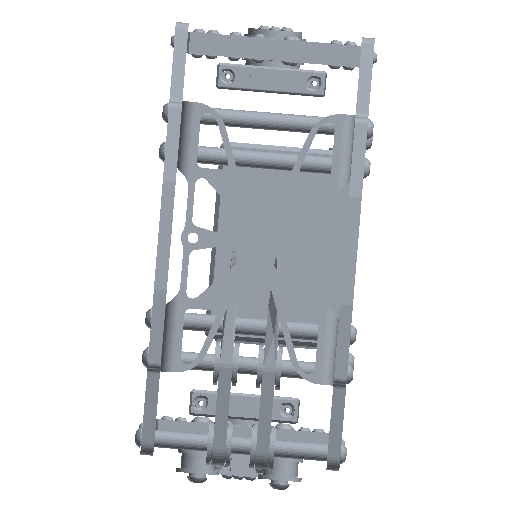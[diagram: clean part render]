
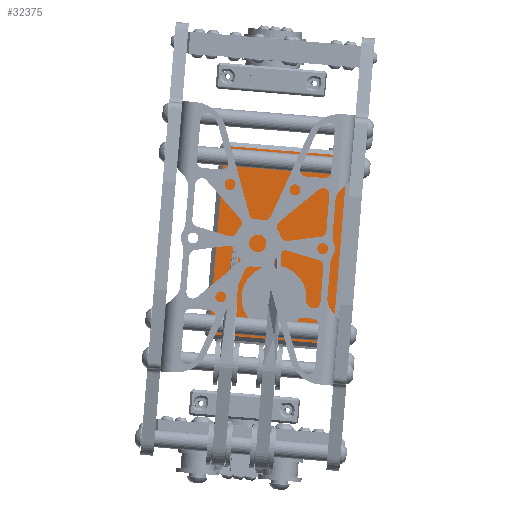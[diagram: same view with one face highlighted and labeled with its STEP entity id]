
A CAD part, front view. The second image highlights one B-rep face of the part: STEP entity #32375.
In plain terms, the highlighted face is planar.
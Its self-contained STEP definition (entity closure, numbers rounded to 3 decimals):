
#1679=FACE_BOUND('',#5118,.T.);
#2141=PLANE('',#34952);
#3129=FACE_OUTER_BOUND('',#5117,.T.);
#5117=EDGE_LOOP('',(#23769,#23770,#23771,#23772,#23773,#23774,#23775,#23776));
#5118=EDGE_LOOP('',(#23777));
#7542=LINE('',#50683,#10004);
#7543=LINE('',#50687,#10005);
#7544=LINE('',#50691,#10006);
#7545=LINE('',#50694,#10007);
#10004=VECTOR('',#40326,1000.);
#10005=VECTOR('',#40329,1000.);
#10006=VECTOR('',#40332,1000.);
#10007=VECTOR('',#40335,1000.);
#12162=CIRCLE('',#34927,15.);
#12176=CIRCLE('',#34953,1.);
#12177=CIRCLE('',#34954,1.);
#12178=CIRCLE('',#34955,1.);
#12179=CIRCLE('',#34956,1.);
#14348=VERTEX_POINT('',#50612);
#14370=VERTEX_POINT('',#50679);
#14371=VERTEX_POINT('',#50680);
#14372=VERTEX_POINT('',#50682);
#14373=VERTEX_POINT('',#50684);
#14374=VERTEX_POINT('',#50686);
#14375=VERTEX_POINT('',#50688);
#14376=VERTEX_POINT('',#50690);
#14377=VERTEX_POINT('',#50692);
#17820=EDGE_CURVE('',#14348,#14348,#12162,.T.);
#17853=EDGE_CURVE('',#14370,#14371,#12176,.T.);
#17854=EDGE_CURVE('',#14371,#14372,#7542,.T.);
#17855=EDGE_CURVE('',#14372,#14373,#12177,.T.);
#17856=EDGE_CURVE('',#14373,#14374,#7543,.T.);
#17857=EDGE_CURVE('',#14374,#14375,#12178,.T.);
#17858=EDGE_CURVE('',#14375,#14376,#7544,.T.);
#17859=EDGE_CURVE('',#14376,#14377,#12179,.T.);
#17860=EDGE_CURVE('',#14377,#14370,#7545,.T.);
#23769=ORIENTED_EDGE('',*,*,#17853,.T.);
#23770=ORIENTED_EDGE('',*,*,#17854,.T.);
#23771=ORIENTED_EDGE('',*,*,#17855,.T.);
#23772=ORIENTED_EDGE('',*,*,#17856,.T.);
#23773=ORIENTED_EDGE('',*,*,#17857,.T.);
#23774=ORIENTED_EDGE('',*,*,#17858,.T.);
#23775=ORIENTED_EDGE('',*,*,#17859,.T.);
#23776=ORIENTED_EDGE('',*,*,#17860,.T.);
#23777=ORIENTED_EDGE('',*,*,#17820,.T.);
#32375=ADVANCED_FACE('',(#3129,#1679),#2141,.T.);
#34927=AXIS2_PLACEMENT_3D('',#50613,#40253,#40254);
#34952=AXIS2_PLACEMENT_3D('',#50678,#40322,#40323);
#34953=AXIS2_PLACEMENT_3D('',#50681,#40324,#40325);
#34954=AXIS2_PLACEMENT_3D('',#50685,#40327,#40328);
#34955=AXIS2_PLACEMENT_3D('',#50689,#40330,#40331);
#34956=AXIS2_PLACEMENT_3D('',#50693,#40333,#40334);
#40253=DIRECTION('center_axis',(0.,0.,-1.));
#40254=DIRECTION('ref_axis',(1.,0.,0.));
#40322=DIRECTION('center_axis',(0.,0.,1.));
#40323=DIRECTION('ref_axis',(1.,0.,0.));
#40324=DIRECTION('center_axis',(0.,0.,1.));
#40325=DIRECTION('ref_axis',(1.,0.,0.));
#40326=DIRECTION('',(-1.,0.,0.));
#40327=DIRECTION('center_axis',(0.,0.,1.));
#40328=DIRECTION('ref_axis',(1.,0.,0.));
#40329=DIRECTION('',(0.,-1.,0.));
#40330=DIRECTION('center_axis',(0.,0.,1.));
#40331=DIRECTION('ref_axis',(1.,0.,0.));
#40332=DIRECTION('',(1.,0.,0.));
#40333=DIRECTION('center_axis',(0.,0.,1.));
#40334=DIRECTION('ref_axis',(1.,0.,0.));
#40335=DIRECTION('',(0.,1.,0.));
#50612=CARTESIAN_POINT('',(15.5,70.,35.));
#50613=CARTESIAN_POINT('Origin',(30.5,70.,35.));
#50678=CARTESIAN_POINT('Origin',(58.,3.,35.));
#50679=CARTESIAN_POINT('',(59.,88.,35.));
#50680=CARTESIAN_POINT('',(58.,89.,35.));
#50681=CARTESIAN_POINT('Origin',(58.,88.,35.));
#50682=CARTESIAN_POINT('',(3.,89.,35.));
#50683=CARTESIAN_POINT('',(3.,89.,35.));
#50684=CARTESIAN_POINT('',(2.,88.,35.));
#50685=CARTESIAN_POINT('Origin',(3.,88.,35.));
#50686=CARTESIAN_POINT('',(2.,3.,35.));
#50687=CARTESIAN_POINT('',(2.,3.,35.));
#50688=CARTESIAN_POINT('',(3.,2.,35.));
#50689=CARTESIAN_POINT('Origin',(3.,3.,35.));
#50690=CARTESIAN_POINT('',(58.,2.,35.));
#50691=CARTESIAN_POINT('',(58.,2.,35.));
#50692=CARTESIAN_POINT('',(59.,3.,35.));
#50693=CARTESIAN_POINT('Origin',(58.,3.,35.));
#50694=CARTESIAN_POINT('',(59.,88.,35.));
